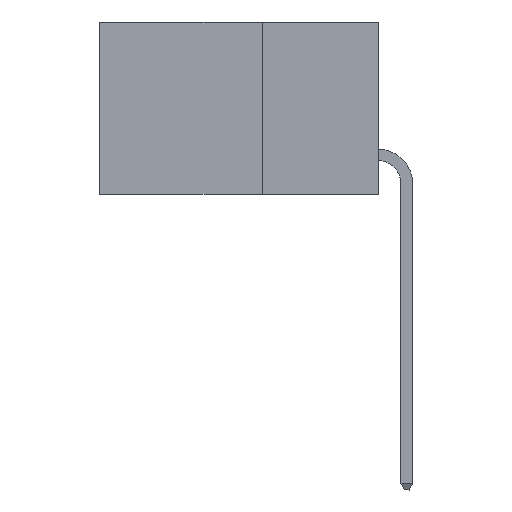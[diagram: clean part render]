
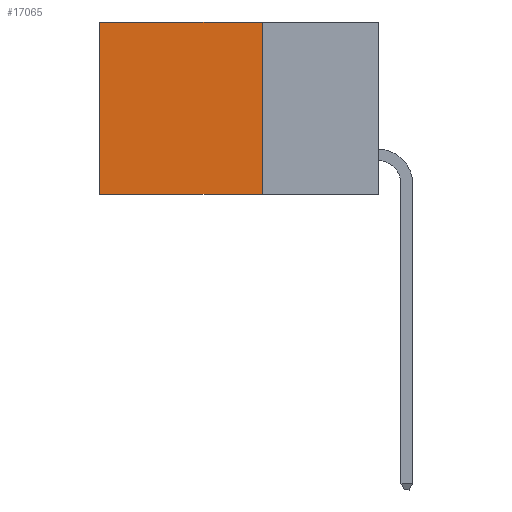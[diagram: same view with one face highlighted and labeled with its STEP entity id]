
A CAD part, left-side view. The second image highlights one B-rep face of the part: STEP entity #17065.
In plain terms, the highlighted planar face has unit normal (-1, 0, 0).
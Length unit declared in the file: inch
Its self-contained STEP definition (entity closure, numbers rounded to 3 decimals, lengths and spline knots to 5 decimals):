
#156 = CARTESIAN_POINT ( 'NONE',  ( 0.2615, 0.25, 0. ) ) ;
#818 = VECTOR ( 'NONE', #13534, 39.37008 ) ;
#1155 = CARTESIAN_POINT ( 'NONE',  ( 0.2615, 0.25, -0.37 ) ) ;
#1305 = VECTOR ( 'NONE', #4253, 39.37008 ) ;
#1735 = EDGE_CURVE ( 'NONE', #16896, #9322, #9275, .T. ) ;
#2097 = ORIENTED_EDGE ( 'NONE', *, *, #2660, .T. ) ;
#2262 = AXIS2_PLACEMENT_3D ( 'NONE', #6454, #8894, #10260 ) ;
#2660 = EDGE_CURVE ( 'NONE', #7891, #16896, #3993, .T. ) ;
#2928 = CARTESIAN_POINT ( 'NONE',  ( 0.2615, 0.6, -0.37 ) ) ;
#3493 = CARTESIAN_POINT ( 'NONE',  ( 0.2615, 0.25, -0.37 ) ) ;
#3578 = PLANE ( 'NONE',  #2262 ) ;
#3993 = LINE ( 'NONE', #156, #1305 ) ;
#4253 = DIRECTION ( 'NONE',  ( 0., 1., 0. ) ) ;
#5552 = CARTESIAN_POINT ( 'NONE',  ( 0.2615, 0.6, -0.37 ) ) ;
#5594 = EDGE_CURVE ( 'NONE', #5673, #9322, #7420, .T. ) ;
#5607 = EDGE_LOOP ( 'NONE', ( #9076, #12459, #9005, #2097 ) ) ;
#5673 = VERTEX_POINT ( 'NONE', #1155 ) ;
#6454 = CARTESIAN_POINT ( 'NONE',  ( 0.2615, 0.25, -0.37 ) ) ;
#7420 = LINE ( 'NONE', #3493, #10614 ) ;
#7815 = CARTESIAN_POINT ( 'NONE',  ( 0.2615, 0.25, 0. ) ) ;
#7891 = VERTEX_POINT ( 'NONE', #7815 ) ;
#7988 = VECTOR ( 'NONE', #10629, 39.37008 ) ;
#8273 = CARTESIAN_POINT ( 'NONE',  ( 0.2615, 0.25, -0.37 ) ) ;
#8894 = DIRECTION ( 'NONE',  ( 1., 0., 0. ) ) ;
#8943 = EDGE_CURVE ( 'NONE', #7891, #5673, #15090, .T. ) ;
#9005 = ORIENTED_EDGE ( 'NONE', *, *, #8943, .F. ) ;
#9076 = ORIENTED_EDGE ( 'NONE', *, *, #1735, .T. ) ;
#9275 = LINE ( 'NONE', #2928, #7988 ) ;
#9322 = VERTEX_POINT ( 'NONE', #5552 ) ;
#10260 = DIRECTION ( 'NONE',  ( 0., 0., -1. ) ) ;
#10614 = VECTOR ( 'NONE', #12522, 39.37008 ) ;
#10629 = DIRECTION ( 'NONE',  ( 0., 0., -1. ) ) ;
#12459 = ORIENTED_EDGE ( 'NONE', *, *, #5594, .F. ) ;
#12522 = DIRECTION ( 'NONE',  ( 0., 1., 0. ) ) ;
#12681 = CARTESIAN_POINT ( 'NONE',  ( 0.2615, 0.6, 0. ) ) ;
#12849 = FACE_OUTER_BOUND ( 'NONE', #5607, .T. ) ;
#13534 = DIRECTION ( 'NONE',  ( 0., 0., -1. ) ) ;
#15090 = LINE ( 'NONE', #8273, #818 ) ;
#16896 = VERTEX_POINT ( 'NONE', #12681 ) ;
#17065 = ADVANCED_FACE ( 'NONE', ( #12849 ), #3578, .F. ) ;
